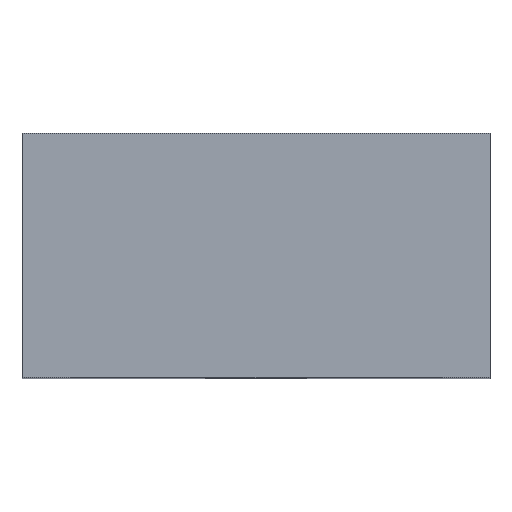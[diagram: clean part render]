
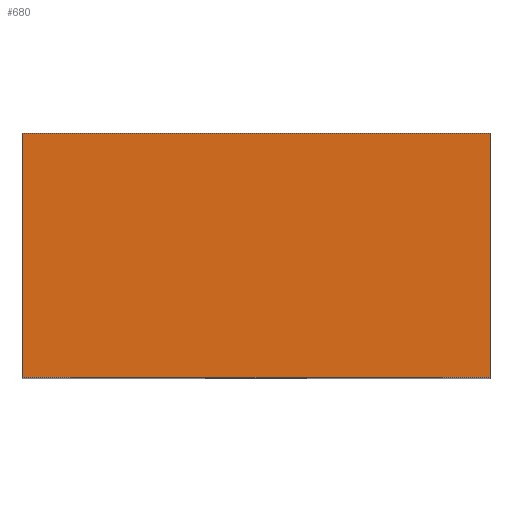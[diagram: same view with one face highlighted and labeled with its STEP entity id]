
A CAD part, top view. The second image highlights one B-rep face of the part: STEP entity #680.
In plain terms, the highlighted face is planar.
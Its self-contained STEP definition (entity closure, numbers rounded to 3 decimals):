
#103=VERTEX_POINT('',#845);
#110=VERTEX_POINT('',#858);
#115=VERTEX_POINT('',#870);
#116=VERTEX_POINT('',#871);
#166=VECTOR('',#731,1.);
#171=VECTOR('',#737,1.);
#229=VECTOR('',#818,1.);
#231=VECTOR('',#821,1.);
#250=LINE('',#859,#166);
#255=LINE('',#869,#171);
#313=LINE('',#990,#229);
#315=LINE('',#993,#231);
#334=EDGE_CURVE('',#110,#103,#250,.T.);
#339=EDGE_CURVE('',#115,#116,#255,.T.);
#397=EDGE_CURVE('',#115,#110,#313,.T.);
#399=EDGE_CURVE('',#116,#103,#315,.T.);
#535=ORIENTED_EDGE('',*,*,#339,.T.);
#536=ORIENTED_EDGE('',*,*,#399,.T.);
#537=ORIENTED_EDGE('',*,*,#334,.F.);
#538=ORIENTED_EDGE('',*,*,#397,.F.);
#607=EDGE_LOOP('',(#535,#536,#537,#538));
#645=FACE_BOUND('',#607,.T.);
#680=ADVANCED_FACE('',(#645),#1042,.F.);
#714=AXIS2_PLACEMENT_3D('',#992,#820,$);
#731=DIRECTION('',(0.,0.,1.));
#737=DIRECTION('',(0.,0.,1.));
#818=DIRECTION('',(1.,0.,0.));
#820=DIRECTION('',(0.,-1.,0.));
#821=DIRECTION('',(1.,0.,0.));
#845=CARTESIAN_POINT('',(5.607,-9.425,59.76));
#858=CARTESIAN_POINT('',(5.607,-9.425,54.01));
#859=CARTESIAN_POINT('',(5.607,-9.425,47.075));
#869=CARTESIAN_POINT('',(2.607,-9.425,47.075));
#870=CARTESIAN_POINT('',(2.607,-9.425,54.01));
#871=CARTESIAN_POINT('',(2.607,-9.425,59.76));
#990=CARTESIAN_POINT('',(5.607,-9.425,54.01));
#992=CARTESIAN_POINT('',(4.765,-9.425,43.402));
#993=CARTESIAN_POINT('',(5.607,-9.425,59.76));
#1042=PLANE('',#714);
